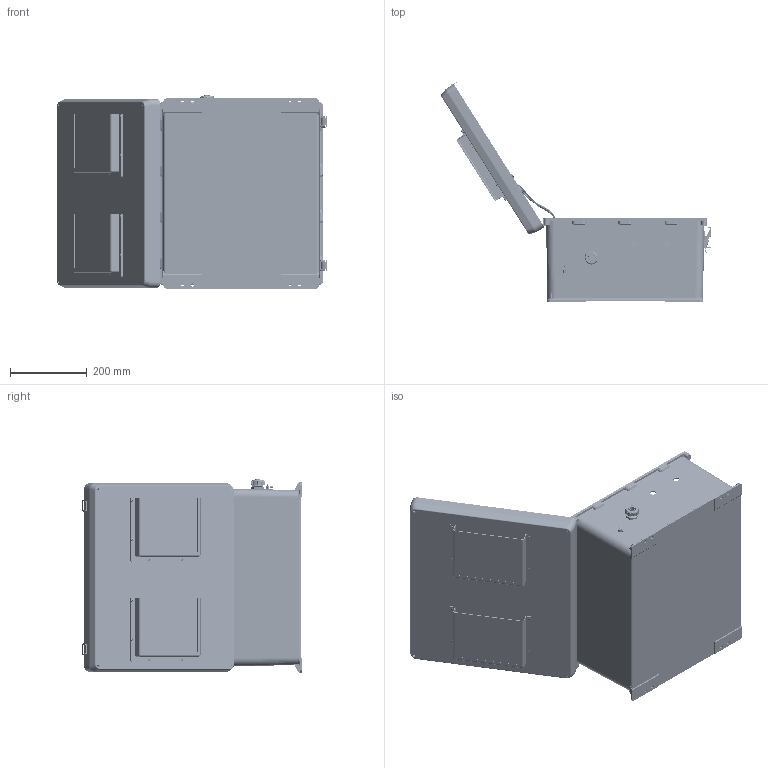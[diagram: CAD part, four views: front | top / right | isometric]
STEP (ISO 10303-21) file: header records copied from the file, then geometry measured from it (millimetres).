
FILE_DESCRIPTION (( 'STEP AP214' ), '1' );
FILE_NAME ('NB181608-20F_3D.step', '2025-10-06T15:10:40', ( '' ), ( '' ), 'SwSTEP 2.0', 'SolidWorks 2025', '' );
FILE_SCHEMA (( 'AUTOMOTIVE_DESIGN' ));
Length unit declared in the file: inch
Products named in the file (30): XFW-0002; XC-0003; NB181608-Box; XCT-0010; NB181608-20F_3D; NB181608-Lid-Vented; NEMA 18_500 GroundWire; Fan Screen-120x120 ALUM; XFN-0003; XFS-0017; NB181608-DoorClasp-2; NB181608-DoorClasp-1; XFR-0005; MJSCVR; XF685-01; NB181608-Hinge; XFS-0031; XM220-01-UL; XFN-0013; XMH-0019; XCT-0011; 1AM07-189; XCT-0005; XFS-0026; XF903-01; XCTB-0002; XFN-0002; FanWires-18; XF797-02; 10-32 NEMA PLATE SCREW
Assembly tree (68 placements, depth 2):
  NB181608-20F_3D
    NB181608-Box
    NB181608-Hinge  x2
    NB181608-Lid-Vented
    NB181608-DoorClasp-1  x2
    NB181608-DoorClasp-2  x2
    XF685-01
    XF903-01  x4
    XCTB-0002
    10-32 NEMA PLATE SCREW  x4
    XFN-0013  x2
    XF797-02
    XFS-0017  x3
    XCT-0011
    XCT-0010
    XFN-0003  x2
    XCT-0005
    XFW-0002
    XFS-0026
    XC-0003
    NEMA 18_500 GroundWire
    XM220-01-UL  x2
    XFN-0002  x8
    Fan Screen-120x120 ALUM  x2
    XMH-0019  x2
    FanWires-18
    XFR-0005  x12
    1AM07-189  x2
    MJSCVR  x4
    XFS-0031  x2
Bounding box: 703.32 x 571.16 x 502.84 mm (x, y, z)
Volume: 4063709.2 mm3; surface area: 2573345.2 mm2
Topology: 77 solids, 78 shells, 7498 faces, 19760 edges, 12496 vertices
Faces by surface type: cylinder 3310, plane 2391, cone 1127, torus 350, bspline 296, sphere 24
Entity records: 170405 total; most frequent: CARTESIAN_POINT 63327, ORIENTED_EDGE 22478, DIRECTION 21632, EDGE_CURVE 11239, AXIS2_PLACEMENT_3D 8105, VERTEX_POINT 7113, LINE 5422, VECTOR 5422
